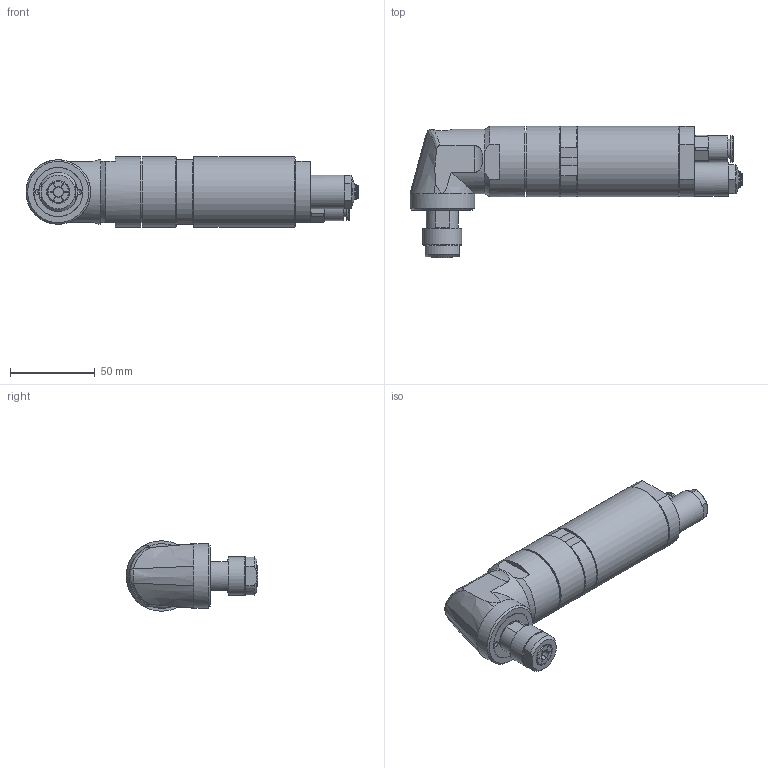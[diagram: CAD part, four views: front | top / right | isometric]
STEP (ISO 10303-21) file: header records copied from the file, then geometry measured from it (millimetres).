
FILE_DESCRIPTION(/* description */ (''),/* implementation_level */ '2;1');
FILE_NAME(/* name */ 'PWAS 4-52 RS_P29945727.stp',/* time_stamp */ '2022-04-12T13:01:41+02:00',/* author */ ('IBasyouni'),/* organization */ (''),/* preprocessor_version */ 'ST-DEVELOPER v18.1',/* originating_system */ 'Autodesk Inventor 2021',/* authorisation */ '');
FILE_SCHEMA (('AUTOMOTIVE_DESIGN { 1 0 10303 214 3 1 1 }'));
Length unit declared in the file: millimetre
Products named in the file (1): PWAS 4-52 RS_P29945727
Bounding box: 195.5 x 77.27 x 41.5 mm (x, y, z)
Volume: 235096.3 mm3; surface area: 35340.6 mm2
Topology: 1 solids, 6 shells, 390 faces, 1026 edges, 656 vertices
Faces by surface type: plane 209, cone 77, cylinder 71, bspline 23, torus 9, sphere 1
Full cylindrical faces by diameter (mm): 3 x2, 6 x1, 6.5 x1, 7.5 x1, 8 x1, 8.5 x1, 9 x1, 10 x1, 10.5 x1, 11.2 x1, 11.445 x1, 12 x1, 13.2 x1, 15.5 x1, 15.75 x1, 19 x2, 20 x1, 23 x1, 36 x1, 38 x2, 41.5 x3
Entity records: 13271 total; most frequent: CARTESIAN_POINT 3539, ORIENTED_EDGE 2046, DIRECTION 1852, EDGE_CURVE 1023, AXIS2_PLACEMENT_3D 694, VERTEX_POINT 656, LINE 464, VECTOR 464
